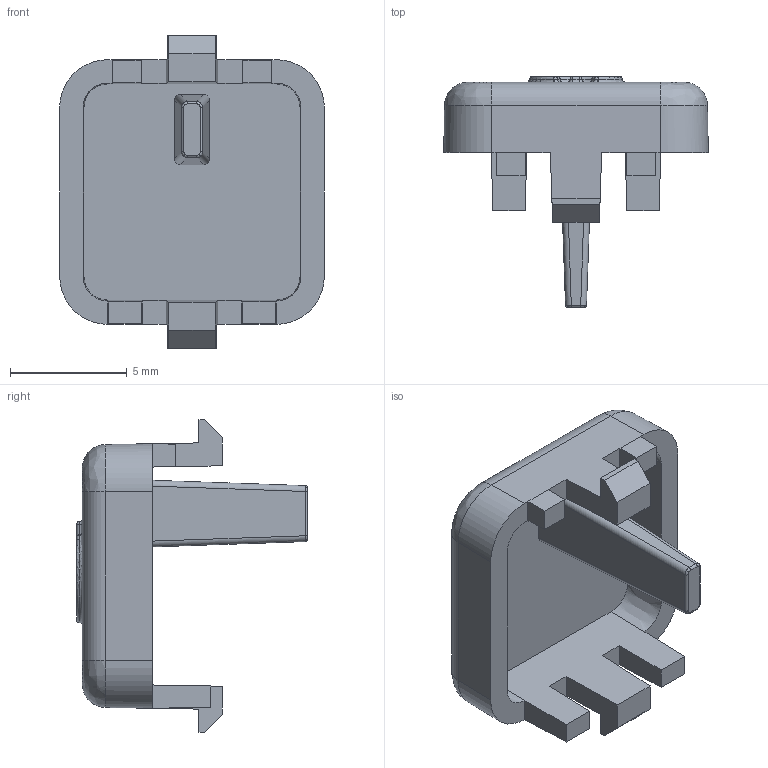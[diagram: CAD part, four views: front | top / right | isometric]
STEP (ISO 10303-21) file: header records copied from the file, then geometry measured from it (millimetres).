
FILE_DESCRIPTION (( 'STEP AP214' ), '1' );
FILE_NAME ('13766-4004-R2_Snap_button.STEP', '2013-10-07T20:59:11', ( '' ), ( '' ), 'SwSTEP 2.0', 'SolidWorks 2013', '' );
FILE_SCHEMA (( 'AUTOMOTIVE_DESIGN' ));
Length unit declared in the file: millimetre
Products named in the file (1): 13766-4004-R2_Snap_button
Bounding box: 11.35 x 9.91 x 13.42 mm (x, y, z)
Volume: 246.6 mm3; surface area: 569 mm2
Topology: 1 solids, 1 shells, 135 faces, 330 edges, 192 vertices
Faces by surface type: plane 57, cylinder 36, bspline 20, torus 14, sphere 8
Entity records: 4428 total; most frequent: CARTESIAN_POINT 1390, ORIENTED_EDGE 644, DIRECTION 608, EDGE_CURVE 322, AXIS2_PLACEMENT_3D 210, VERTEX_POINT 192, VECTOR 188, LINE 188
